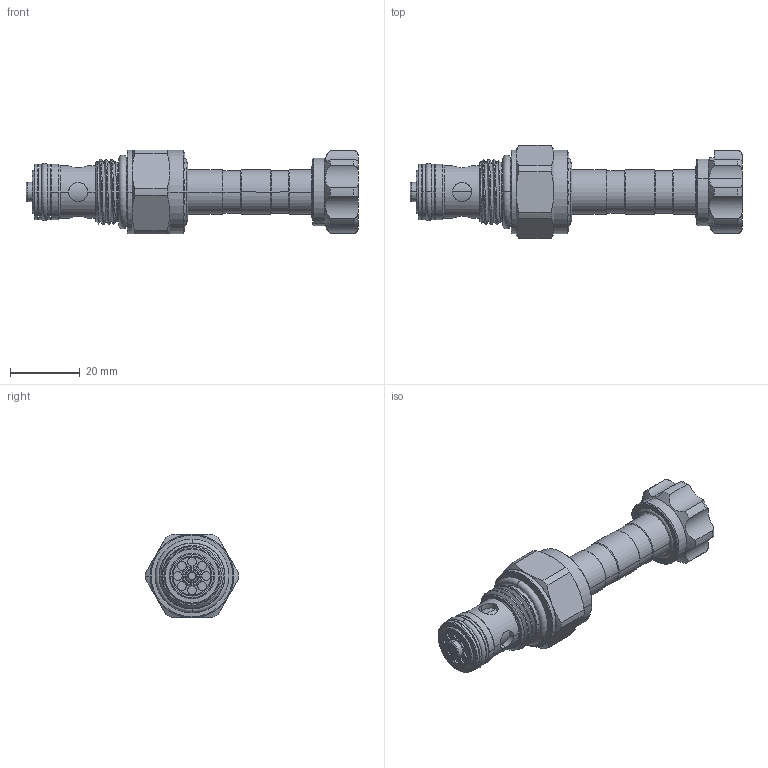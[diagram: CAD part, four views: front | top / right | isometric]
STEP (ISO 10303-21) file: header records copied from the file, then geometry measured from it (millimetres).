
FILE_DESCRIPTION (( 'STEP AP203' ), '1' );
FILE_NAME ('EP19E2A11N05.STEP', '2016-08-25T03:09:01', ( '' ), ( '' ), 'SwSTEP 2.0', 'SolidWorks 2012', '' );
FILE_SCHEMA (( 'CONFIG_CONTROL_DESIGN' ));
Length unit declared in the file: millimetre
Products named in the file (1): EP19E2A11N05
Bounding box: 95.1 x 26.7 x 24 mm (x, y, z)
Volume: 22465 mm3; surface area: 8679.5 mm2
Topology: 3 solids, 4 shells, 260 faces, 616 edges, 384 vertices
Faces by surface type: cylinder 124, cone 57, plane 42, torus 34, bspline 3
Entity records: 10119 total; most frequent: CARTESIAN_POINT 4008, DIRECTION 1340, ORIENTED_EDGE 1232, EDGE_CURVE 616, AXIS2_PLACEMENT_3D 584, VERTEX_POINT 384, CIRCLE 326, EDGE_LOOP 288
